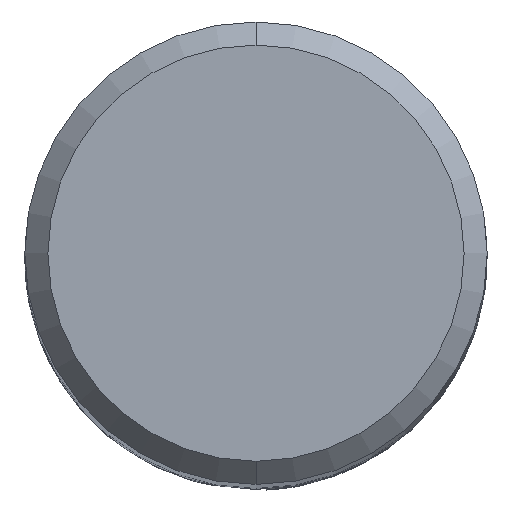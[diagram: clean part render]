
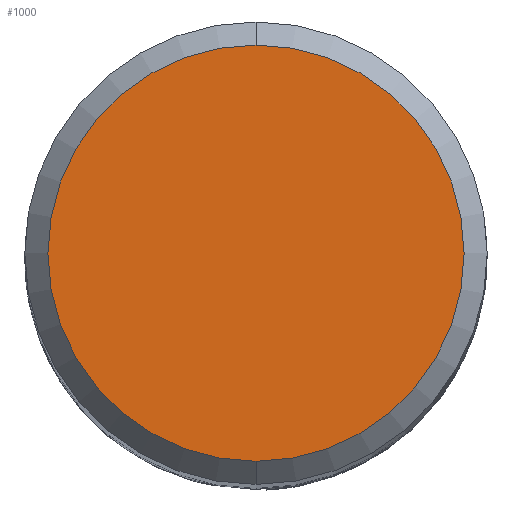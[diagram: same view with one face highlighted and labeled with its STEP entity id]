
A CAD part, top view. The second image highlights one B-rep face of the part: STEP entity #1000.
In plain terms, the highlighted planar face has unit normal (0, 0, 1).
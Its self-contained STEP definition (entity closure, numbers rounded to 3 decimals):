
#800=EDGE_CURVE('',#956,#1018,#1680,.T.);
#902=EDGE_CURVE('',#1018,#956,#1792,.T.);
#956=VERTEX_POINT('',#1852);
#1000=ADVANCED_FACE('',(#1900),#1901,.T.);
#1018=VERTEX_POINT('',#1919);
#1680=CIRCLE('',#5919,3.6);
#1792=CIRCLE('',#6808,3.6);
#1852=CARTESIAN_POINT('',(0.0,3.6,0.0));
#1900=FACE_OUTER_BOUND('',#7636,.T.);
#1901=PLANE('',#7637);
#1919=CARTESIAN_POINT('',(0.,-3.6,0.0));
#5919=AXIS2_PLACEMENT_3D('',#9658,#9659,#9660);
#6808=AXIS2_PLACEMENT_3D('',#9774,#9775,#9776);
#7636=EDGE_LOOP('',(#9883,#9884));
#7637=AXIS2_PLACEMENT_3D('',#9885,#9886,#9887);
#9658=CARTESIAN_POINT('',(0.0,0.0,0.0));
#9659=DIRECTION('',(0.0,0.0,-1.0));
#9660=DIRECTION('',(0.0,1.0,0.0));
#9774=CARTESIAN_POINT('',(0.0,0.0,0.0));
#9775=DIRECTION('',(0.0,0.0,-1.0));
#9776=DIRECTION('',(0.0,1.0,0.0));
#9883=ORIENTED_EDGE('',*,*,#800,.F.);
#9884=ORIENTED_EDGE('',*,*,#902,.F.);
#9885=CARTESIAN_POINT('',(0.0,1.8,0.0));
#9886=DIRECTION('',(-0.0,0.0,1.0));
#9887=DIRECTION('',(0.0,-1.0,0.0));
